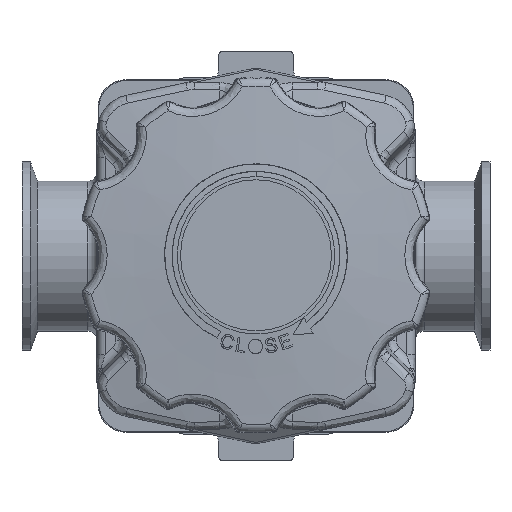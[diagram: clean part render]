
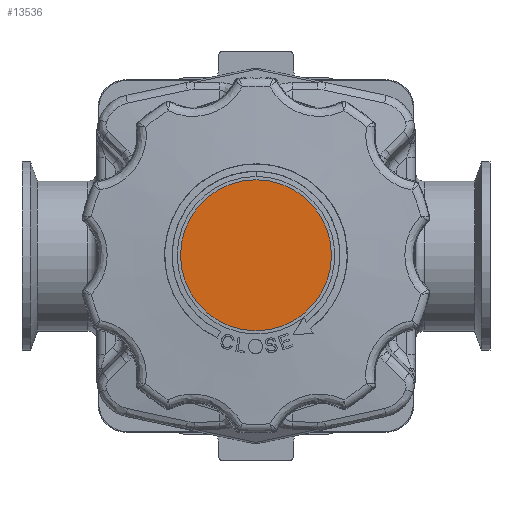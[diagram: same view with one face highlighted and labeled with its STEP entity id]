
A CAD part, top view. The second image highlights one B-rep face of the part: STEP entity #13536.
In plain terms, the highlighted face is planar.
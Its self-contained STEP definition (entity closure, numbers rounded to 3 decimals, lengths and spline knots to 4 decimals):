
#2006=PLANE('',#14843);
#2557=FACE_OUTER_BOUND('',#3424,.T.);
#3424=EDGE_LOOP('',(#10952,#10953));
#5237=CIRCLE('',#14841,1.0082);
#5238=CIRCLE('',#14842,1.0082);
#6402=VERTEX_POINT('',#35639);
#6403=VERTEX_POINT('',#35641);
#7968=EDGE_CURVE('',#6402,#6403,#5237,.T.);
#7969=EDGE_CURVE('',#6403,#6402,#5238,.T.);
#10952=ORIENTED_EDGE('',*,*,#7969,.F.);
#10953=ORIENTED_EDGE('',*,*,#7968,.F.);
#13536=ADVANCED_FACE('',(#2557),#2006,.T.);
#14841=AXIS2_PLACEMENT_3D('',#35642,#17421,#17422);
#14842=AXIS2_PLACEMENT_3D('',#35643,#17423,#17424);
#14843=AXIS2_PLACEMENT_3D('',#35644,#17425,#17426);
#17421=DIRECTION('center_axis',(0.,-1.,0.));
#17422=DIRECTION('ref_axis',(0.,0.,
-1.));
#17423=DIRECTION('center_axis',(0.,-1.,0.));
#17424=DIRECTION('ref_axis',(0.,0.,
-1.));
#17425=DIRECTION('center_axis',(0.,1.,0.));
#17426=DIRECTION('ref_axis',(-1.,0.,0.));
#35639=CARTESIAN_POINT('',(-1.0082,5.6099,0.));
#35641=CARTESIAN_POINT('',(0.,5.6099,1.0082));
#35642=CARTESIAN_POINT('Origin',(0.,5.6099,
0.));
#35643=CARTESIAN_POINT('Origin',(0.,5.6099,
0.));
#35644=CARTESIAN_POINT('Origin',(0.,5.6099,
0.515));
